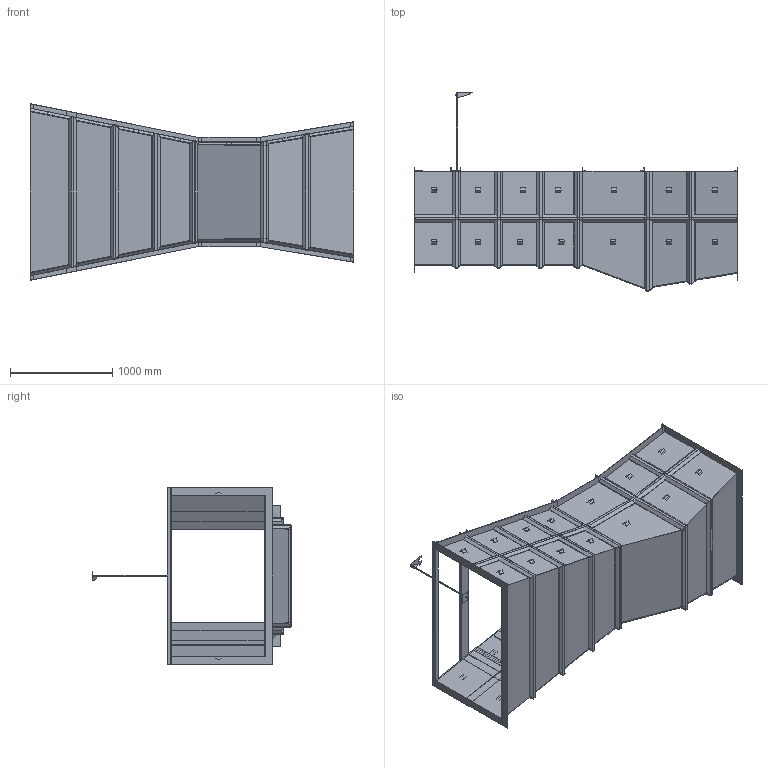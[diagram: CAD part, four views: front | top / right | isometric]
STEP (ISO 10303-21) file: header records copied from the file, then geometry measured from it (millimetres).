
FILE_DESCRIPTION (( 'STEP AP214' ), '1' );
FILE_NAME ('36in Parshall flume Assem1 with options.STEP', '2020-08-17T17:26:13', ( '' ), ( '' ), 'SwSTEP 2.0', 'SolidWorks 2020', '' );
FILE_SCHEMA (( 'AUTOMOTIVE_DESIGN' ));
Length unit declared in the file: inch
Products named in the file (13): 36 Rev ATop Bracket Assembly; 36 MirrorAngle bracket; hex nut_ai_HNUT 0.2500-20-D-N; 36 C Channel Ultrasonic Bkt_2in Parshall; Copy of 49976 Rev Ashaft^36 Ultrasonic Transducer Assy ; 36 Rev ATop Bracket Tube; 36 Ultrasonic Transducer Assy _12in Parshll Flume; 36in Parshall flume Assem1 with options; Parshal Flume_36 inch; 36 Angle bracket; 36 Rev ATop Bracket Rev A sheet metal; Parshall Staff Gauge 36in long parshall staff gauge_English Staff Gauge - 36"; 36 Rev Abase plate
Assembly tree (38 placements, depth 4):
  36in Parshall flume Assem1 with options
    36 Ultrasonic Transducer Assy _12in Parshll Flume
      36 Rev Abase plate
      Copy of 49976 Rev Ashaft^36 Ultrasonic Transducer Assy 
      36 Rev ATop Bracket Assembly
        hex nut_ai_HNUT 0.2500-20-D-N
        36 Rev ATop Bracket Tube
        36 Rev ATop Bracket Rev A sheet metal
      36 C Channel Ultrasonic Bkt_2in Parshall
    36 Angle bracket  x27
    36 MirrorAngle bracket
    Parshal Flume_36 inch
    Parshall Staff Gauge 36in long parshall staff gauge_English Staff Gauge - 36"
Bounding box: 3168.65 x 1943.82 x 1727.04 mm (x, y, z)
Volume: 80976607 mm3; surface area: 33138264.2 mm2
Topology: 65 solids, 65 shells, 748 faces, 1824 edges, 1204 vertices
Faces by surface type: plane 703, cylinder 27, cone 16, bspline 2
Entity records: 18607 total; most frequent: CARTESIAN_POINT 3277, ORIENTED_EDGE 2712, DIRECTION 2528, EDGE_CURVE 1356, VECTOR 1262, LINE 1262, VERTEX_POINT 892, AXIS2_PLACEMENT_3D 633
